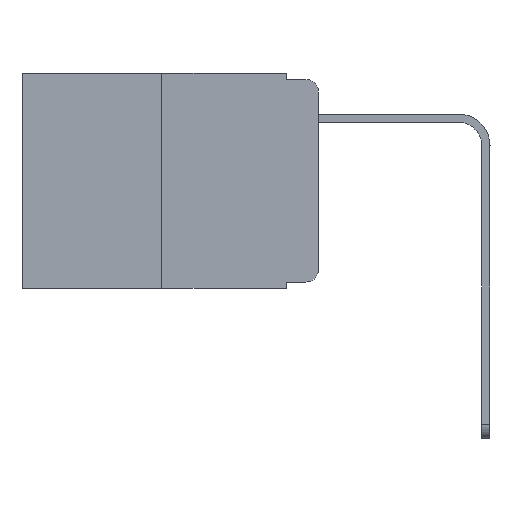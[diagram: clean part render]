
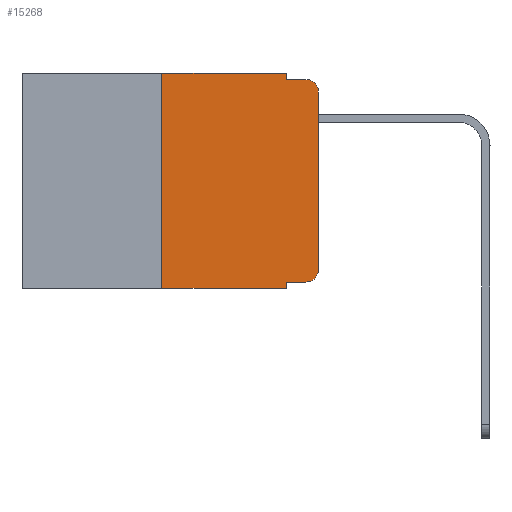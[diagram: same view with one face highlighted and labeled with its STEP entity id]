
A CAD part, left-side view. The second image highlights one B-rep face of the part: STEP entity #15268.
In plain terms, the highlighted planar face has unit normal (-1, 0, 0).
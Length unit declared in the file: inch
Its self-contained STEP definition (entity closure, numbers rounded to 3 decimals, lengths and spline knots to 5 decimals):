
#93 = ORIENTED_EDGE ( 'NONE', *, *, #15293, .F. ) ;
#284 = FACE_OUTER_BOUND ( 'NONE', #15055, .T. ) ;
#391 = ORIENTED_EDGE ( 'NONE', *, *, #14259, .F. ) ;
#431 = VECTOR ( 'NONE', #540, 39.37008 ) ;
#540 = DIRECTION ( 'NONE',  ( 0., 0., -1. ) ) ;
#1057 = VECTOR ( 'NONE', #2312, 39.37008 ) ;
#1265 = CARTESIAN_POINT ( 'NONE',  ( 0., 0.02, -0.313 ) ) ;
#1397 = PLANE ( 'NONE',  #7006 ) ;
#1656 = VERTEX_POINT ( 'NONE', #13892 ) ;
#1684 = CARTESIAN_POINT ( 'NONE',  ( 0., 0.473, 0. ) ) ;
#1952 = ORIENTED_EDGE ( 'NONE', *, *, #11263, .T. ) ;
#2194 = EDGE_CURVE ( 'NONE', #4990, #1656, #3784, .T. ) ;
#2302 = DIRECTION ( 'NONE',  ( 0., 0., -1. ) ) ;
#2312 = DIRECTION ( 'NONE',  ( 0., -1., 0. ) ) ;
#2512 = VERTEX_POINT ( 'NONE', #6985 ) ;
#2610 = CARTESIAN_POINT ( 'NONE',  ( 0., 0.02, -0.03 ) ) ;
#2615 = CARTESIAN_POINT ( 'NONE',  ( 0., 0.051, -0.01 ) ) ;
#2624 = CIRCLE ( 'NONE', #6967, 0.02 ) ;
#2649 = VERTEX_POINT ( 'NONE', #2615 ) ;
#2932 = EDGE_CURVE ( 'NONE', #2512, #8702, #2624, .T. ) ;
#3206 = EDGE_CURVE ( 'NONE', #1656, #2649, #5398, .T. ) ;
#3551 = LINE ( 'NONE', #13838, #15182 ) ;
#3784 = LINE ( 'NONE', #1684, #12857 ) ;
#4013 = CARTESIAN_POINT ( 'NONE',  ( 0., 0.051, 0. ) ) ;
#4651 = CARTESIAN_POINT ( 'NONE',  ( 0., 0.25, -0.343 ) ) ;
#4787 = CARTESIAN_POINT ( 'NONE',  ( 0., 0.02, -0.01 ) ) ;
#4990 = VERTEX_POINT ( 'NONE', #7532 ) ;
#5027 = VECTOR ( 'NONE', #7447, 39.37008 ) ;
#5398 = LINE ( 'NONE', #12160, #5027 ) ;
#5654 = CARTESIAN_POINT ( 'NONE',  ( 0., 0., -0.313 ) ) ;
#6098 = CARTESIAN_POINT ( 'NONE',  ( 0., 0.473, 0. ) ) ;
#6143 = CARTESIAN_POINT ( 'NONE',  ( 0., 0.25, 0. ) ) ;
#6199 = DIRECTION ( 'NONE',  ( 1., 0., 0. ) ) ;
#6611 = DIRECTION ( 'NONE',  ( 0., -1., 0. ) ) ;
#6967 = AXIS2_PLACEMENT_3D ( 'NONE', #1265, #12700, #2302 ) ;
#6985 = CARTESIAN_POINT ( 'NONE',  ( 0., 0.02, -0.333 ) ) ;
#7006 = AXIS2_PLACEMENT_3D ( 'NONE', #6098, #6199, #7292 ) ;
#7268 = CARTESIAN_POINT ( 'NONE',  ( 0., 0.051, -0.343 ) ) ;
#7292 = DIRECTION ( 'NONE',  ( 0., 0., -1. ) ) ;
#7447 = DIRECTION ( 'NONE',  ( 0., 0., -1. ) ) ;
#7476 = DIRECTION ( 'NONE',  ( -1., 0., 0. ) ) ;
#7532 = CARTESIAN_POINT ( 'NONE',  ( 0., 0.25, 0. ) ) ;
#7583 = VERTEX_POINT ( 'NONE', #4787 ) ;
#8049 = VERTEX_POINT ( 'NONE', #7268 ) ;
#8174 = EDGE_CURVE ( 'NONE', #10268, #2512, #10110, .T. ) ;
#8652 = CARTESIAN_POINT ( 'NONE',  ( 0., 0.051, -0.333 ) ) ;
#8702 = VERTEX_POINT ( 'NONE', #5654 ) ;
#8971 = CARTESIAN_POINT ( 'NONE',  ( 0., 0., -0.03 ) ) ;
#9283 = VERTEX_POINT ( 'NONE', #4651 ) ;
#9338 = CARTESIAN_POINT ( 'NONE',  ( 0., 0.051, -0.333 ) ) ;
#9554 = AXIS2_PLACEMENT_3D ( 'NONE', #2610, #7476, #14346 ) ;
#9555 = LINE ( 'NONE', #6143, #15252 ) ;
#9760 = CARTESIAN_POINT ( 'NONE',  ( 0., 0., 0. ) ) ;
#9818 = CIRCLE ( 'NONE', #9554, 0.02 ) ;
#9971 = VECTOR ( 'NONE', #13323, 39.37008 ) ;
#10110 = LINE ( 'NONE', #9338, #1057 ) ;
#10164 = EDGE_CURVE ( 'NONE', #10268, #8049, #14477, .T. ) ;
#10268 = VERTEX_POINT ( 'NONE', #8652 ) ;
#10370 = ORIENTED_EDGE ( 'NONE', *, *, #11453, .T. ) ;
#10607 = ORIENTED_EDGE ( 'NONE', *, *, #3206, .F. ) ;
#11263 = EDGE_CURVE ( 'NONE', #9283, #8049, #3551, .T. ) ;
#11453 = EDGE_CURVE ( 'NONE', #14322, #7583, #9818, .T. ) ;
#12160 = CARTESIAN_POINT ( 'NONE',  ( 0., 0.051, 0. ) ) ;
#12175 = LINE ( 'NONE', #12180, #14011 ) ;
#12180 = CARTESIAN_POINT ( 'NONE',  ( 0., 0.051, -0.01 ) ) ;
#12287 = ORIENTED_EDGE ( 'NONE', *, *, #8174, .T. ) ;
#12700 = DIRECTION ( 'NONE',  ( -1., 0., 0. ) ) ;
#12857 = VECTOR ( 'NONE', #6611, 39.37008 ) ;
#12909 = EDGE_CURVE ( 'NONE', #8702, #14322, #15124, .T. ) ;
#12950 = ORIENTED_EDGE ( 'NONE', *, *, #2194, .F. ) ;
#13323 = DIRECTION ( 'NONE',  ( 0., 0., 1. ) ) ;
#13416 = DIRECTION ( 'NONE',  ( 0., -1., 0. ) ) ;
#13838 = CARTESIAN_POINT ( 'NONE',  ( 0., 0.473, -0.343 ) ) ;
#13892 = CARTESIAN_POINT ( 'NONE',  ( 0., 0.051, 0. ) ) ;
#13976 = ORIENTED_EDGE ( 'NONE', *, *, #10164, .F. ) ;
#14011 = VECTOR ( 'NONE', #13416, 39.37008 ) ;
#14259 = EDGE_CURVE ( 'NONE', #2649, #7583, #12175, .T. ) ;
#14322 = VERTEX_POINT ( 'NONE', #8971 ) ;
#14346 = DIRECTION ( 'NONE',  ( 0., 0., -1. ) ) ;
#14406 = DIRECTION ( 'NONE',  ( 0., 0., 1. ) ) ;
#14477 = LINE ( 'NONE', #4013, #431 ) ;
#14575 = ORIENTED_EDGE ( 'NONE', *, *, #2932, .T. ) ;
#15009 = DIRECTION ( 'NONE',  ( 0., -1., 0. ) ) ;
#15055 = EDGE_LOOP ( 'NONE', ( #15100, #10370, #391, #10607, #12950, #93, #1952, #13976, #12287, #14575 ) ) ;
#15100 = ORIENTED_EDGE ( 'NONE', *, *, #12909, .T. ) ;
#15124 = LINE ( 'NONE', #9760, #9971 ) ;
#15182 = VECTOR ( 'NONE', #15009, 39.37008 ) ;
#15252 = VECTOR ( 'NONE', #14406, 39.37008 ) ;
#15268 = ADVANCED_FACE ( 'NONE', ( #284 ), #1397, .F. ) ;
#15293 = EDGE_CURVE ( 'NONE', #9283, #4990, #9555, .T. ) ;
